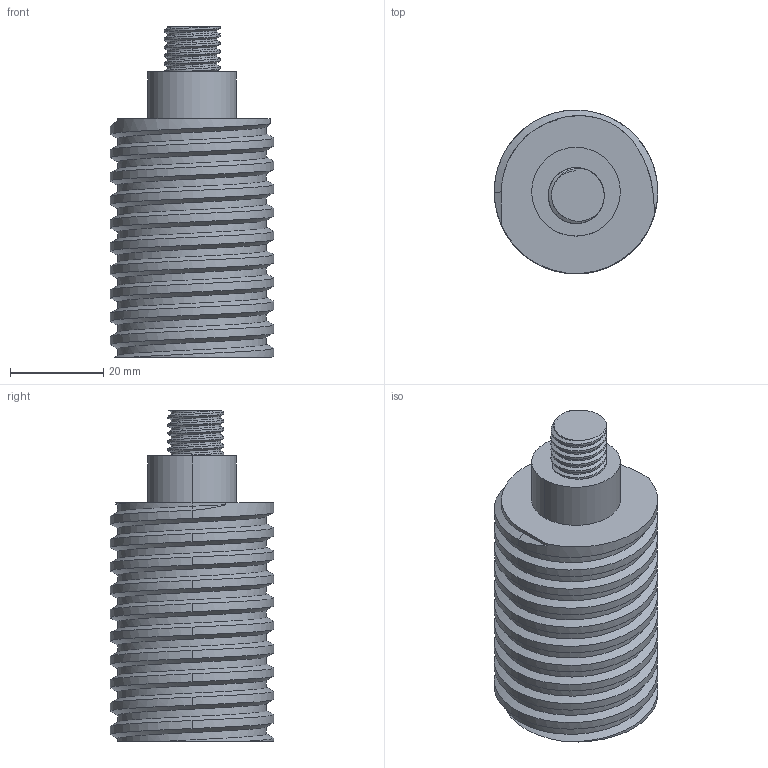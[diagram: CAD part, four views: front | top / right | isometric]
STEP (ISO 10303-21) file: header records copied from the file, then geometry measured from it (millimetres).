
FILE_DESCRIPTION (( 'STEP AP203' ), '1' );
FILE_NAME ('filament spool holder spindle-shaft 1Z.STEP', '2018-03-15T20:17:17', ( '' ), ( '' ), 'SwSTEP 2.0', 'SolidWorks 2017', '' );
FILE_SCHEMA (( 'CONFIG_CONTROL_DESIGN' ));
Length unit declared in the file: millimetre
Products named in the file (1): filament spool holder spindle-shaft 1Z
Bounding box: 35 x 35 x 70.85 mm (x, y, z)
Volume: 45012 mm3; surface area: 11764.6 mm2
Topology: 1 solids, 2 shells, 59 faces, 154 edges, 102 vertices
Faces by surface type: cylinder 41, plane 11, bspline 7
Entity records: 10660 total; most frequent: CARTESIAN_POINT 9334, ORIENTED_EDGE 308, DIRECTION 193, EDGE_CURVE 154, VERTEX_POINT 102, AXIS2_PLACEMENT_3D 73, EDGE_LOOP 62, B_SPLINE_CURVE_WITH_KNOTS 60
